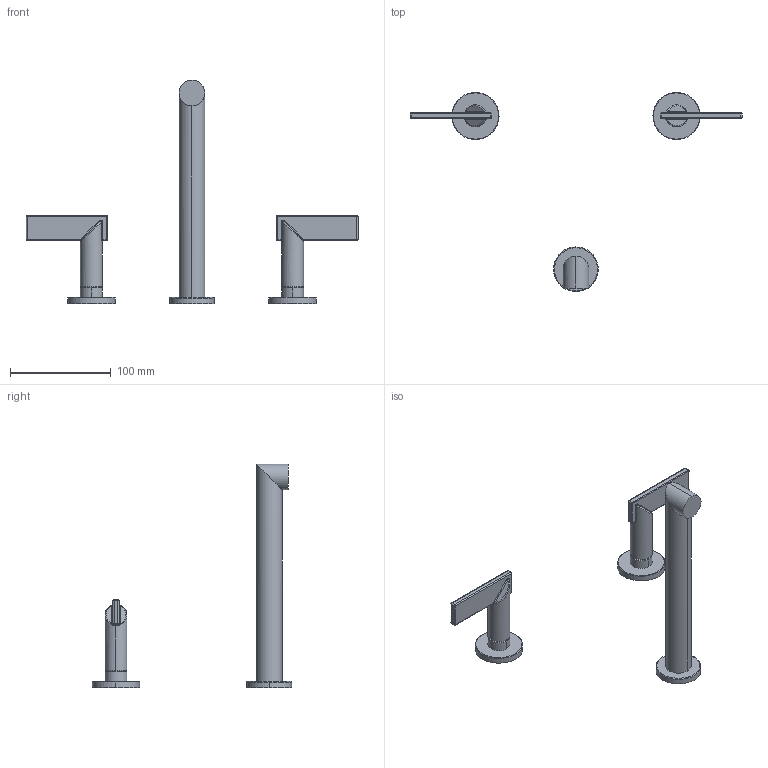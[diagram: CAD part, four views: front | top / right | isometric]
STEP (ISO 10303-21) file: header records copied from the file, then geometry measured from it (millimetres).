
FILE_DESCRIPTION((''),'2;1');
FILE_NAME('3-2495_SW0001','2020-12-01T16:38:25',('rsmith'),(''),'CREO PARAMETRIC BY PTC INC, 2018400','CREO PARAMETRIC BY PTC INC, 2018400','');
FILE_SCHEMA(('AUTOMOTIVE_DESIGN { 1 0 10303 214 1 1 1 1 }'));
Length unit declared in the file: inch
Products named in the file (1): 3-2495_SW0001
Bounding box: 330.07 x 198.12 x 222.25 mm (x, y, z)
Volume: 215648.3 mm3; surface area: 49177.6 mm2
Topology: 3 solids, 3 shells, 141 faces, 300 edges, 174 vertices
Faces by surface type: cylinder 58, plane 31, bspline 24, sphere 16, torus 10, extrusion 2
Entity records: 7026 total; most frequent: CARTESIAN_POINT 2442, DIRECTION 612, ORIENTED_EDGE 600, PRESENTATION_STYLE_ASSIGNMENT 381, STYLED_ITEM 305, CURVE_STYLE 300, EDGE_CURVE 300, AXIS2_PLACEMENT_3D 255
